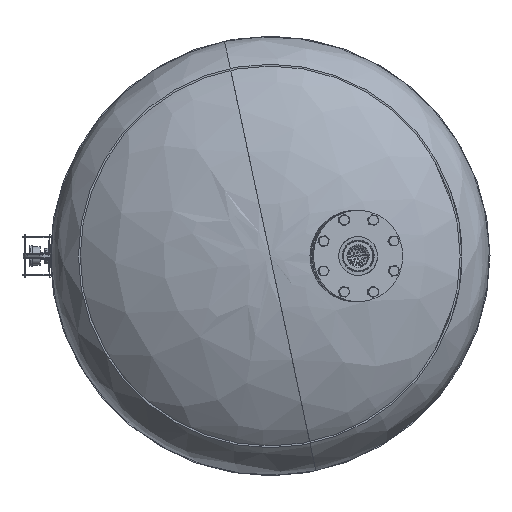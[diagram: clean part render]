
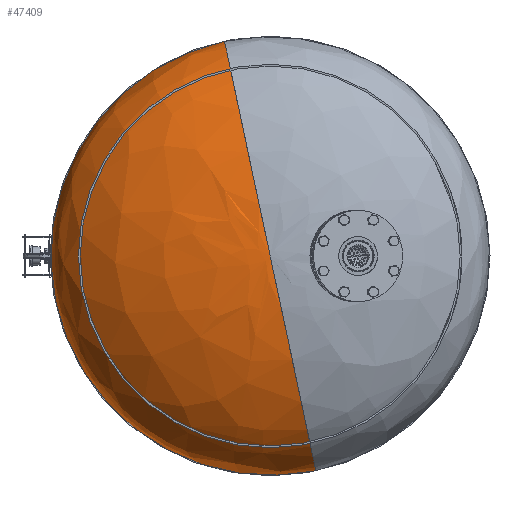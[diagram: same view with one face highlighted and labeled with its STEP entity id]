
A CAD part, front view. The second image highlights one B-rep face of the part: STEP entity #47409.
In plain terms, the highlighted free-form (B-spline) face has degree [3, 3] with [4, 4] control points.
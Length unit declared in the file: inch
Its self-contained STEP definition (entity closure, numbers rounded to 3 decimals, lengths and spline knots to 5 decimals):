
#499 = CARTESIAN_POINT ( 'NONE',  ( 0., 13.25, 0. ) ) ;
#2646 = CARTESIAN_POINT ( 'NONE',  ( 0., 13.25, 0. ) ) ;
#2789 = CARTESIAN_POINT ( 'NONE',  ( -14.05887, 13.25, 28.11775 ) ) ;
#6399 = CARTESIAN_POINT ( 'NONE',  ( 14.05887, 13.25, 0. ) ) ;
#6742 = CARTESIAN_POINT ( 'NONE',  ( 24., 8.22766, 0. ) ) ;
#7360 = CARTESIAN_POINT ( 'NONE',  ( 0., 13.25, 0. ) ) ;
#9853 =( BOUNDED_CURVE ( )  B_SPLINE_CURVE ( 3, ( #499, #19246, #30285, #18537 ),
 .UNSPECIFIED., .F., .F. ) 
 B_SPLINE_CURVE_WITH_KNOTS ( ( 4, 4 ),
 ( 1.5708, 3.14159 ),
 .UNSPECIFIED. ) 
 CURVE ( )  GEOMETRIC_REPRESENTATION_ITEM ( )  RATIONAL_B_SPLINE_CURVE ( ( 1., 0.805, 0.805, 1. ) ) 
 REPRESENTATION_ITEM ( '' )  );
#11191 = CARTESIAN_POINT ( 'NONE',  ( 24., 8.22766, 0. ) ) ;
#11205 = VERTEX_POINT ( 'NONE', #38197 ) ;
#12836 =( BOUNDED_SURFACE ( )  B_SPLINE_SURFACE ( 3, 3, ( 
 ( #7360, #40263, #22028, #14539 ),
 ( #6399, #14778, #2789, #39790 ),
 ( #11191, #25864, #46725, #21787 ),
 ( #21066, #18181, #32331, #36428 ) ),
 .UNSPECIFIED., .F., .F., .F. ) 
 B_SPLINE_SURFACE_WITH_KNOTS ( ( 4, 4 ),
 ( 4, 4 ),
 ( 0., 1. ),
 ( 0., 1. ),
 .UNSPECIFIED. ) 
 GEOMETRIC_REPRESENTATION_ITEM ( )  RATIONAL_B_SPLINE_SURFACE ( (
 ( 1., 0.333, 0.333, 1.),
 ( 0.805, 0.268, 0.268, 0.805),
 ( 0.805, 0.268, 0.268, 0.805),
 ( 1., 0.333, 0.333, 1.) ) ) 
 REPRESENTATION_ITEM ( '' )  SURFACE ( )  );
#13686 = CARTESIAN_POINT ( 'NONE',  ( 14.05887, 13.25, 0. ) ) ;
#14539 = CARTESIAN_POINT ( 'NONE',  ( 0., 13.25, 0. ) ) ;
#14778 = CARTESIAN_POINT ( 'NONE',  ( 14.05887, 13.25, 28.11775 ) ) ;
#15175 = DIRECTION ( 'NONE',  ( 1., 0., 0. ) ) ;
#18130 = EDGE_CURVE ( 'NONE', #11205, #35879, #37884, .T. ) ;
#18181 = CARTESIAN_POINT ( 'NONE',  ( 24., 1.125, 48. ) ) ;
#18537 = CARTESIAN_POINT ( 'NONE',  ( -24., 1.125, 0. ) ) ;
#18732 = AXIS2_PLACEMENT_3D ( 'NONE', #22386, #18810, #15175 ) ;
#18810 = DIRECTION ( 'NONE',  ( 0., -1., 0. ) ) ;
#19246 = CARTESIAN_POINT ( 'NONE',  ( -14.05887, 13.25, 0. ) ) ;
#21066 = CARTESIAN_POINT ( 'NONE',  ( 24., 1.125, 0. ) ) ;
#21787 = CARTESIAN_POINT ( 'NONE',  ( -24., 8.22766, 0. ) ) ;
#22028 = CARTESIAN_POINT ( 'NONE',  ( 0., 13.25, 0. ) ) ;
#22386 = CARTESIAN_POINT ( 'NONE',  ( 0., 1.125, 0. ) ) ;
#23632 = ORIENTED_EDGE ( 'NONE', *, *, #18130, .F. ) ;
#25176 = ORIENTED_EDGE ( 'NONE', *, *, #32896, .F. ) ;
#25864 = CARTESIAN_POINT ( 'NONE',  ( 24., 8.22766, 48. ) ) ;
#28341 = CARTESIAN_POINT ( 'NONE',  ( 24., 1.125, 0. ) ) ;
#30285 = CARTESIAN_POINT ( 'NONE',  ( -24., 8.22766, 0. ) ) ;
#31885 = EDGE_CURVE ( 'NONE', #34836, #35879, #9853, .T. ) ;
#32331 = CARTESIAN_POINT ( 'NONE',  ( -24., 1.125, 48. ) ) ;
#32834 = FACE_OUTER_BOUND ( 'NONE', #43803, .T. ) ;
#32896 = EDGE_CURVE ( 'NONE', #34836, #11205, #43841, .T. ) ;
#34836 = VERTEX_POINT ( 'NONE', #38289 ) ;
#35879 = VERTEX_POINT ( 'NONE', #45496 ) ;
#36428 = CARTESIAN_POINT ( 'NONE',  ( -24., 1.125, 0. ) ) ;
#37884 = CIRCLE ( 'NONE', #18732, 24. ) ;
#38197 = CARTESIAN_POINT ( 'NONE',  ( 24., 1.125, 0. ) ) ;
#38289 = CARTESIAN_POINT ( 'NONE',  ( 0., 13.25, 0. ) ) ;
#39790 = CARTESIAN_POINT ( 'NONE',  ( -14.05887, 13.25, 0. ) ) ;
#40263 = CARTESIAN_POINT ( 'NONE',  ( 0., 13.25, 0. ) ) ;
#43803 = EDGE_LOOP ( 'NONE', ( #25176, #45631, #23632 ) ) ;
#43841 =( BOUNDED_CURVE ( )  B_SPLINE_CURVE ( 3, ( #2646, #13686, #6742, #28341 ),
 .UNSPECIFIED., .F., .T. ) 
 B_SPLINE_CURVE_WITH_KNOTS ( ( 4, 4 ),
 ( 1.5708, 3.14159 ),
 .UNSPECIFIED. ) 
 CURVE ( )  GEOMETRIC_REPRESENTATION_ITEM ( )  RATIONAL_B_SPLINE_CURVE ( ( 1., 0.805, 0.805, 1. ) ) 
 REPRESENTATION_ITEM ( '' )  );
#45496 = CARTESIAN_POINT ( 'NONE',  ( -24., 1.125, 0. ) ) ;
#45631 = ORIENTED_EDGE ( 'NONE', *, *, #31885, .T. ) ;
#46725 = CARTESIAN_POINT ( 'NONE',  ( -24., 8.22766, 48. ) ) ;
#47409 = ADVANCED_FACE ( 'NONE', ( #32834 ), #12836, .F. ) ;
